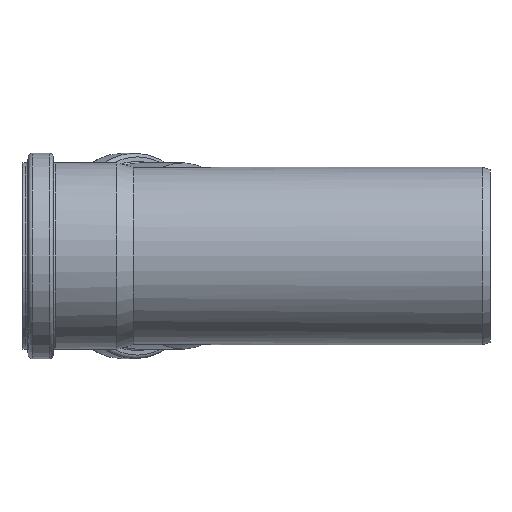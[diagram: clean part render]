
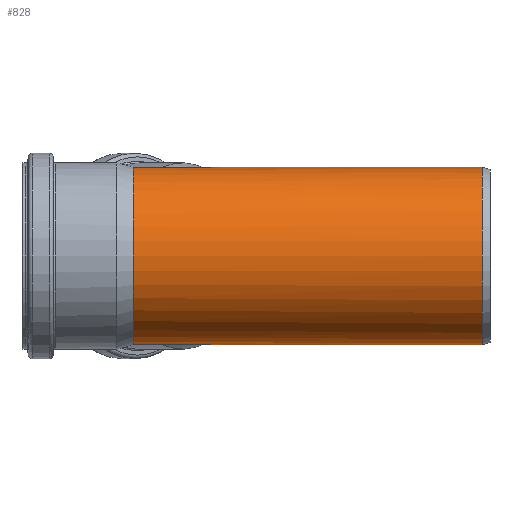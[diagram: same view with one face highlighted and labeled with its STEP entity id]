
A CAD part, left-side view. The second image highlights one B-rep face of the part: STEP entity #828.
In plain terms, the highlighted cylindrical face has radius 45.1 mm (diameter 90.2 mm), a full revolution.
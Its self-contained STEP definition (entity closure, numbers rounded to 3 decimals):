
#56=FACE_BOUND('',#270,.T.);
#111=CIRCLE('',#905,45.1);
#113=CIRCLE('',#908,45.1);
#170=ELLIPSE('',#898,120.086,45.1);
#173=ELLIPSE('',#901,48.976,45.1);
#175=ELLIPSE('',#903,120.086,45.1);
#200=FACE_OUTER_BOUND('',#269,.T.);
#269=EDGE_LOOP('',(#663));
#270=EDGE_LOOP('',(#664,#665,#666,#667,#668,#669));
#403=B_SPLINE_CURVE_WITH_KNOTS('',3,(#1595,#1596,#1597,#1598,#1599,#1600,
#1601,#1602),.UNSPECIFIED.,.F.,.F.,(4,2,2,4),(0.638,0.639,
0.647,0.656),.UNSPECIFIED.);
#411=B_SPLINE_CURVE_WITH_KNOTS('',3,(#1854,#1855,#1856,#1857,#1858,#1859),
 .UNSPECIFIED.,.F.,.F.,(4,2,4),(0.,0.01,0.017),
 .UNSPECIFIED.);
#434=VERTEX_POINT('',#1589);
#435=VERTEX_POINT('',#1594);
#438=VERTEX_POINT('',#1695);
#439=VERTEX_POINT('',#1738);
#441=VERTEX_POINT('',#1785);
#443=VERTEX_POINT('',#1853);
#445=VERTEX_POINT('',#1879);
#524=EDGE_CURVE('',#435,#434,#403,.T.);
#529=EDGE_CURVE('',#435,#438,#170,.T.);
#532=EDGE_CURVE('',#438,#439,#173,.T.);
#534=EDGE_CURVE('',#439,#441,#175,.T.);
#538=EDGE_CURVE('',#443,#441,#411,.T.);
#541=EDGE_CURVE('',#443,#434,#111,.T.);
#543=EDGE_CURVE('',#445,#445,#113,.T.);
#663=ORIENTED_EDGE('',*,*,#543,.T.);
#664=ORIENTED_EDGE('',*,*,#538,.T.);
#665=ORIENTED_EDGE('',*,*,#534,.F.);
#666=ORIENTED_EDGE('',*,*,#532,.F.);
#667=ORIENTED_EDGE('',*,*,#529,.F.);
#668=ORIENTED_EDGE('',*,*,#524,.T.);
#669=ORIENTED_EDGE('',*,*,#541,.F.);
#797=CYLINDRICAL_SURFACE('',#907,45.1);
#828=ADVANCED_FACE('',(#200,#56),#797,.T.);
#898=AXIS2_PLACEMENT_3D('',#1696,#1052,#1053);
#901=AXIS2_PLACEMENT_3D('',#1740,#1058,#1059);
#903=AXIS2_PLACEMENT_3D('',#1786,#1062,#1063);
#905=AXIS2_PLACEMENT_3D('',#1876,#1066,#1067);
#907=AXIS2_PLACEMENT_3D('',#1878,#1070,#1071);
#908=AXIS2_PLACEMENT_3D('',#1880,#1072,#1073);
#1052=DIRECTION('center_axis',(0.927,-0.376,0.));
#1053=DIRECTION('ref_axis',(0.376,0.927,0.));
#1058=DIRECTION('center_axis',(0.39,0.921,0.));
#1059=DIRECTION('ref_axis',(0.921,-0.39,0.));
#1062=DIRECTION('center_axis',(0.927,-0.376,0.));
#1063=DIRECTION('ref_axis',(0.376,0.927,0.));
#1066=DIRECTION('center_axis',(0.,1.,0.));
#1067=DIRECTION('ref_axis',(1.,0.,0.));
#1070=DIRECTION('center_axis',(0.,1.,0.));
#1071=DIRECTION('ref_axis',(-1.,0.,0.));
#1072=DIRECTION('center_axis',(0.,1.,0.));
#1073=DIRECTION('ref_axis',(1.,0.,0.));
#1589=CARTESIAN_POINT('',(42.608,181.326,14.784));
#1594=CARTESIAN_POINT('',(42.659,181.272,14.635));
#1595=CARTESIAN_POINT('Ctrl Pts',(42.659,181.272,14.635));
#1596=CARTESIAN_POINT('Ctrl Pts',(42.659,181.275,14.638));
#1597=CARTESIAN_POINT('Ctrl Pts',(42.658,181.277,14.64));
#1598=CARTESIAN_POINT('Ctrl Pts',(42.65,181.294,14.663));
#1599=CARTESIAN_POINT('Ctrl Pts',(42.642,181.306,14.685));
#1600=CARTESIAN_POINT('Ctrl Pts',(42.626,181.323,14.733));
#1601=CARTESIAN_POINT('Ctrl Pts',(42.617,181.326,14.759));
#1602=CARTESIAN_POINT('Ctrl Pts',(42.608,181.326,14.784));
#1695=CARTESIAN_POINT('',(0.,76.,45.1));
#1696=CARTESIAN_POINT('Origin',(0.,76.,0.));
#1738=CARTESIAN_POINT('',(0.,76.,-45.1));
#1740=CARTESIAN_POINT('Origin',(0.,76.,0.));
#1785=CARTESIAN_POINT('',(42.659,181.272,-14.635));
#1786=CARTESIAN_POINT('Origin',(0.,76.,0.));
#1853=CARTESIAN_POINT('',(42.608,181.326,-14.784));
#1854=CARTESIAN_POINT('Ctrl Pts',(42.608,181.326,-14.784));
#1855=CARTESIAN_POINT('Ctrl Pts',(42.619,181.326,-14.752));
#1856=CARTESIAN_POINT('Ctrl Pts',(42.63,181.321,-14.721));
#1857=CARTESIAN_POINT('Ctrl Pts',(42.647,181.299,-14.67));
#1858=CARTESIAN_POINT('Ctrl Pts',(42.654,181.287,-14.652));
#1859=CARTESIAN_POINT('Ctrl Pts',(42.659,181.272,-14.635));
#1876=CARTESIAN_POINT('Origin',(0.,181.326,
0.));
#1878=CARTESIAN_POINT('Origin',(0.,180.905,
0.));
#1879=CARTESIAN_POINT('',(-45.1,4.,0.));
#1880=CARTESIAN_POINT('Origin',(0.,4.,
0.));
